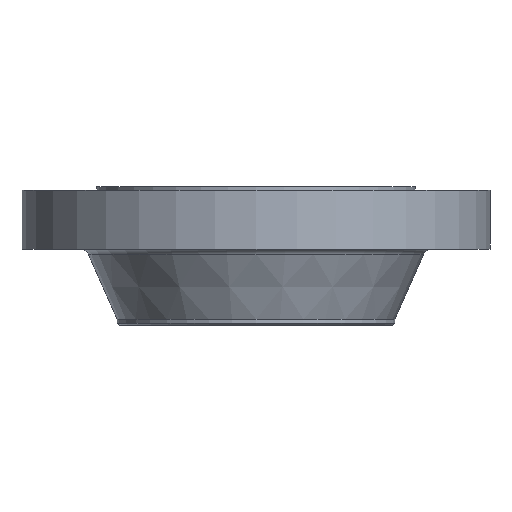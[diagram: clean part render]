
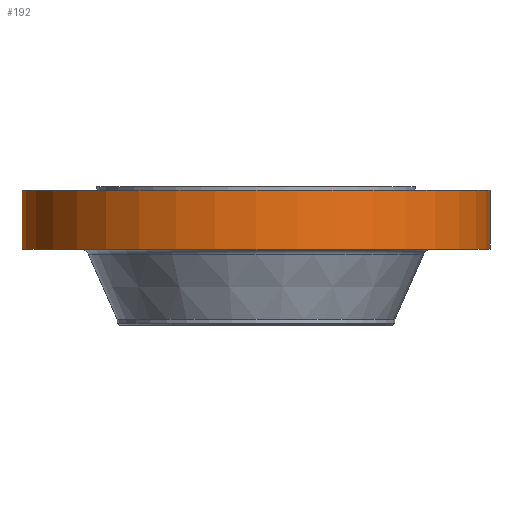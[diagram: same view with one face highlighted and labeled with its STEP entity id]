
A CAD part, front view. The second image highlights one B-rep face of the part: STEP entity #192.
In plain terms, the highlighted cylindrical face has radius 428.625 mm (diameter 857.25 mm), a partial arc.
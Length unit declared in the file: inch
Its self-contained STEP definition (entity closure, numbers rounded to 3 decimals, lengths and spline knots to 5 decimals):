
#91 = DIRECTION ( 'NONE',  ( 0., 0., 1. ) ) ;
#107 = CARTESIAN_POINT ( 'NONE',  ( 16.875, 0., -4.5 ) ) ;
#116 = VERTEX_POINT ( 'NONE', #186 ) ;
#138 = EDGE_CURVE ( 'NONE', #1030, #116, #313, .T. ) ;
#152 = VERTEX_POINT ( 'NONE', #1289 ) ;
#161 = DIRECTION ( 'NONE',  ( 1., 0., 0. ) ) ;
#186 = CARTESIAN_POINT ( 'NONE',  ( 16.875, 0., -0.25 ) ) ;
#192 = ADVANCED_FACE ( 'NONE', ( #1021 ), #708, .T. ) ;
#295 = EDGE_LOOP ( 'NONE', ( #824, #1437, #1175, #308 ) ) ;
#308 = ORIENTED_EDGE ( 'NONE', *, *, #491, .F. ) ;
#313 = LINE ( 'NONE', #1607, #1913 ) ;
#337 = AXIS2_PLACEMENT_3D ( 'NONE', #1637, #1472, #683 ) ;
#381 = VECTOR ( 'NONE', #1513, 39.37008 ) ;
#491 = EDGE_CURVE ( 'NONE', #1434, #116, #1102, .T. ) ;
#683 = DIRECTION ( 'NONE',  ( 1., 0., 0. ) ) ;
#688 = EDGE_CURVE ( 'NONE', #152, #1434, #1667, .T. ) ;
#708 = CYLINDRICAL_SURFACE ( 'NONE', #803, 16.875 ) ;
#803 = AXIS2_PLACEMENT_3D ( 'NONE', #1356, #91, #1679 ) ;
#824 = ORIENTED_EDGE ( 'NONE', *, *, #688, .F. ) ;
#861 = CARTESIAN_POINT ( 'NONE',  ( -16.875, 0., 0. ) ) ;
#949 = EDGE_CURVE ( 'NONE', #152, #1030, #1822, .T. ) ;
#1021 = FACE_OUTER_BOUND ( 'NONE', #295, .T. ) ;
#1030 = VERTEX_POINT ( 'NONE', #107 ) ;
#1102 = CIRCLE ( 'NONE', #1651, 16.875 ) ;
#1175 = ORIENTED_EDGE ( 'NONE', *, *, #138, .T. ) ;
#1289 = CARTESIAN_POINT ( 'NONE',  ( -16.875, 0., -4.5 ) ) ;
#1356 = CARTESIAN_POINT ( 'NONE',  ( 0., 0., 0. ) ) ;
#1434 = VERTEX_POINT ( 'NONE', #1910 ) ;
#1437 = ORIENTED_EDGE ( 'NONE', *, *, #949, .T. ) ;
#1472 = DIRECTION ( 'NONE',  ( 0., 0., 1. ) ) ;
#1513 = DIRECTION ( 'NONE',  ( 0., 0., 1. ) ) ;
#1574 = CARTESIAN_POINT ( 'NONE',  ( 0., 0., -0.25 ) ) ;
#1584 = DIRECTION ( 'NONE',  ( 0., 0., 1. ) ) ;
#1607 = CARTESIAN_POINT ( 'NONE',  ( 16.875, 0., 0. ) ) ;
#1637 = CARTESIAN_POINT ( 'NONE',  ( 0., 0., -4.5 ) ) ;
#1651 = AXIS2_PLACEMENT_3D ( 'NONE', #1574, #1881, #161 ) ;
#1667 = LINE ( 'NONE', #861, #381 ) ;
#1679 = DIRECTION ( 'NONE',  ( 1., 0., 0. ) ) ;
#1822 = CIRCLE ( 'NONE', #337, 16.875 ) ;
#1881 = DIRECTION ( 'NONE',  ( 0., 0., 1. ) ) ;
#1910 = CARTESIAN_POINT ( 'NONE',  ( -16.875, 0., -0.25 ) ) ;
#1913 = VECTOR ( 'NONE', #1584, 39.37008 ) ;
